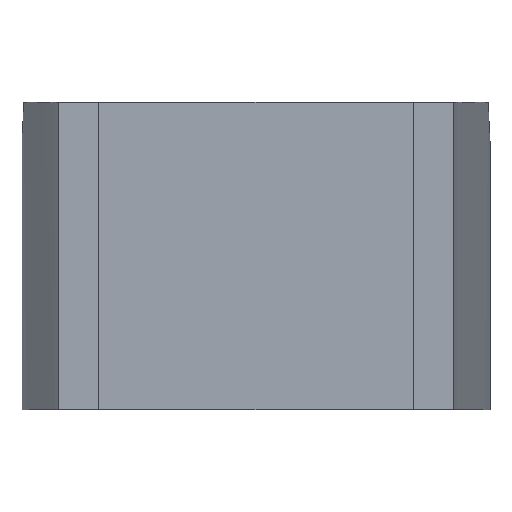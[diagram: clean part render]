
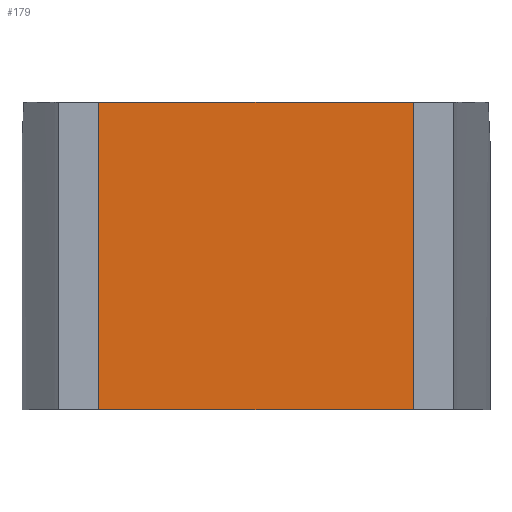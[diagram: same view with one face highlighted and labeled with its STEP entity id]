
A CAD part, front view. The second image highlights one B-rep face of the part: STEP entity #179.
In plain terms, the highlighted planar face has unit normal (0, -1, 0).
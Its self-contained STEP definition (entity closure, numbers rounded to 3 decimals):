
#25 = CARTESIAN_POINT ( 'NONE',  ( 11.75, -67.046, 23. ) ) ;
#179 = ADVANCED_FACE ( 'NONE', ( #1175 ), #1201, .T. ) ;
#220 = LINE ( 'NONE', #1815, #1331 ) ;
#250 = EDGE_LOOP ( 'NONE', ( #589, #253, #399, #1395 ) ) ;
#253 = ORIENTED_EDGE ( 'NONE', *, *, #1157, .T. ) ;
#292 = VERTEX_POINT ( 'NONE', #846 ) ;
#341 = VERTEX_POINT ( 'NONE', #2483 ) ;
#356 = DIRECTION ( 'NONE',  ( 0., -1., 0. ) ) ;
#399 = ORIENTED_EDGE ( 'NONE', *, *, #1550, .T. ) ;
#589 = ORIENTED_EDGE ( 'NONE', *, *, #2120, .F. ) ;
#624 = AXIS2_PLACEMENT_3D ( 'NONE', #1383, #356, #736 ) ;
#634 = EDGE_CURVE ( 'NONE', #292, #341, #1677, .T. ) ;
#706 = DIRECTION ( 'NONE',  ( 0., 0., 1. ) ) ;
#736 = DIRECTION ( 'NONE',  ( 0., 0., -1. ) ) ;
#801 = CARTESIAN_POINT ( 'NONE',  ( 0., -67.046, 0. ) ) ;
#846 = CARTESIAN_POINT ( 'NONE',  ( -11.75, -67.046, 0. ) ) ;
#912 = VERTEX_POINT ( 'NONE', #2030 ) ;
#1051 = VECTOR ( 'NONE', #1107, 1000. ) ;
#1107 = DIRECTION ( 'NONE',  ( 0., 0., 1. ) ) ;
#1157 = EDGE_CURVE ( 'NONE', #912, #2246, #1312, .T. ) ;
#1175 = FACE_OUTER_BOUND ( 'NONE', #250, .T. ) ;
#1201 = PLANE ( 'NONE',  #624 ) ;
#1312 = LINE ( 'NONE', #2485, #1051 ) ;
#1331 = VECTOR ( 'NONE', #2183, 1000. ) ;
#1383 = CARTESIAN_POINT ( 'NONE',  ( 0., -67.046, 0. ) ) ;
#1395 = ORIENTED_EDGE ( 'NONE', *, *, #634, .F. ) ;
#1550 = EDGE_CURVE ( 'NONE', #2246, #341, #220, .T. ) ;
#1677 = LINE ( 'NONE', #1911, #1792 ) ;
#1792 = VECTOR ( 'NONE', #706, 1000. ) ;
#1815 = CARTESIAN_POINT ( 'NONE',  ( 0., -67.046, 23. ) ) ;
#1911 = CARTESIAN_POINT ( 'NONE',  ( -11.75, -67.046, 0. ) ) ;
#2030 = CARTESIAN_POINT ( 'NONE',  ( 11.75, -67.046, 0. ) ) ;
#2120 = EDGE_CURVE ( 'NONE', #912, #292, #2352, .T. ) ;
#2183 = DIRECTION ( 'NONE',  ( -1., 0., 0. ) ) ;
#2246 = VERTEX_POINT ( 'NONE', #25 ) ;
#2274 = VECTOR ( 'NONE', #2380, 1000. ) ;
#2352 = LINE ( 'NONE', #801, #2274 ) ;
#2380 = DIRECTION ( 'NONE',  ( -1., 0., 0. ) ) ;
#2483 = CARTESIAN_POINT ( 'NONE',  ( -11.75, -67.046, 23. ) ) ;
#2485 = CARTESIAN_POINT ( 'NONE',  ( 11.75, -67.046, 0. ) ) ;
